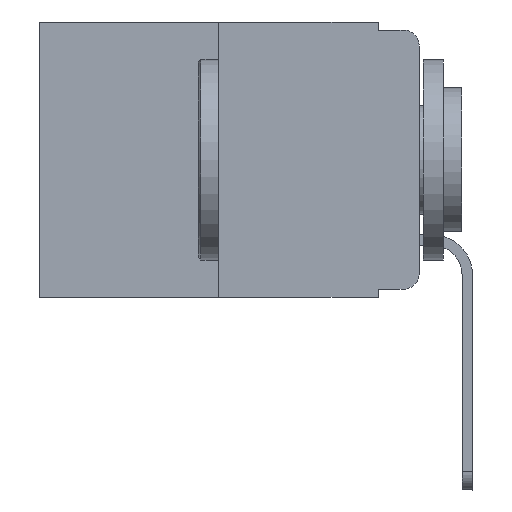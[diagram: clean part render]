
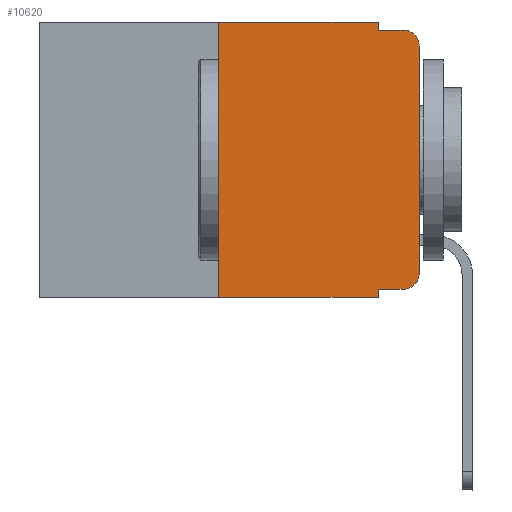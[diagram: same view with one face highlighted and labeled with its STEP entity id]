
A CAD part, left-side view. The second image highlights one B-rep face of the part: STEP entity #10620.
In plain terms, the highlighted planar face has unit normal (-1, 0, 0).
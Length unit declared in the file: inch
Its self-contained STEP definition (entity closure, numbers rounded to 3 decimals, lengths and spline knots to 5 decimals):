
#73 = ORIENTED_EDGE ( 'NONE', *, *, #9898, .T. ) ;
#475 = LINE ( 'NONE', #7661, #1500 ) ;
#743 = ORIENTED_EDGE ( 'NONE', *, *, #6988, .F. ) ;
#995 = ORIENTED_EDGE ( 'NONE', *, *, #1173, .F. ) ;
#1173 = EDGE_CURVE ( 'NONE', #14652, #10823, #475, .T. ) ;
#1319 = CARTESIAN_POINT ( 'NONE',  ( 0., 0.473, -0.343 ) ) ;
#1500 = VECTOR ( 'NONE', #4486, 39.37008 ) ;
#1608 = EDGE_CURVE ( 'NONE', #16616, #1825, #9405, .T. ) ;
#1825 = VERTEX_POINT ( 'NONE', #23130 ) ;
#1930 = LINE ( 'NONE', #9118, #20054 ) ;
#2277 = VERTEX_POINT ( 'NONE', #19361 ) ;
#2337 = VERTEX_POINT ( 'NONE', #21458 ) ;
#2706 = VERTEX_POINT ( 'NONE', #9545 ) ;
#3065 = DIRECTION ( 'NONE',  ( 0., 0., -1. ) ) ;
#3531 = CARTESIAN_POINT ( 'NONE',  ( 0., 0.25, 0. ) ) ;
#4248 = VECTOR ( 'NONE', #8328, 39.37008 ) ;
#4486 = DIRECTION ( 'NONE',  ( 0., 0., 1. ) ) ;
#4492 = FACE_OUTER_BOUND ( 'NONE', #15301, .T. ) ;
#5342 = ORIENTED_EDGE ( 'NONE', *, *, #8557, .T. ) ;
#5514 = VECTOR ( 'NONE', #13931, 39.37008 ) ;
#5681 = DIRECTION ( 'NONE',  ( 0., 0., -1. ) ) ;
#5970 = DIRECTION ( 'NONE',  ( 0., -1., 0. ) ) ;
#6407 = ORIENTED_EDGE ( 'NONE', *, *, #10481, .F. ) ;
#6480 = DIRECTION ( 'NONE',  ( 1., 0., 0. ) ) ;
#6988 = EDGE_CURVE ( 'NONE', #7488, #2277, #12539, .T. ) ;
#7343 = VECTOR ( 'NONE', #5970, 39.37008 ) ;
#7488 = VERTEX_POINT ( 'NONE', #12976 ) ;
#7584 = CARTESIAN_POINT ( 'NONE',  ( 0., 0.051, -0.343 ) ) ;
#7661 = CARTESIAN_POINT ( 'NONE',  ( 0., 0.25, 0. ) ) ;
#8328 = DIRECTION ( 'NONE',  ( 0., -1., 0. ) ) ;
#8359 = EDGE_CURVE ( 'NONE', #2277, #2337, #15025, .T. ) ;
#8557 = EDGE_CURVE ( 'NONE', #13977, #2706, #1930, .T. ) ;
#8857 = AXIS2_PLACEMENT_3D ( 'NONE', #11198, #21883, #20019 ) ;
#9118 = CARTESIAN_POINT ( 'NONE',  ( 0., 0.051, -0.333 ) ) ;
#9311 = CARTESIAN_POINT ( 'NONE',  ( 0., 0., -0.313 ) ) ;
#9405 = LINE ( 'NONE', #20557, #15439 ) ;
#9516 = ORIENTED_EDGE ( 'NONE', *, *, #8359, .F. ) ;
#9545 = CARTESIAN_POINT ( 'NONE',  ( 0., 0.02, -0.333 ) ) ;
#9898 = EDGE_CURVE ( 'NONE', #2706, #16616, #20492, .T. ) ;
#10481 = EDGE_CURVE ( 'NONE', #13977, #14880, #14856, .T. ) ;
#10620 = ADVANCED_FACE ( 'NONE', ( #4492 ), #13302, .F. ) ;
#10722 = ORIENTED_EDGE ( 'NONE', *, *, #1608, .T. ) ;
#10823 = VERTEX_POINT ( 'NONE', #3531 ) ;
#11198 = CARTESIAN_POINT ( 'NONE',  ( 0., 0.02, -0.03 ) ) ;
#12011 = EDGE_CURVE ( 'NONE', #14652, #14880, #17325, .T. ) ;
#12539 = LINE ( 'NONE', #14327, #19160 ) ;
#12887 = EDGE_CURVE ( 'NONE', #10823, #7488, #17023, .T. ) ;
#12976 = CARTESIAN_POINT ( 'NONE',  ( 0., 0.051, 0. ) ) ;
#13302 = PLANE ( 'NONE',  #18659 ) ;
#13931 = DIRECTION ( 'NONE',  ( 0., -1., 0. ) ) ;
#13977 = VERTEX_POINT ( 'NONE', #19983 ) ;
#14216 = DIRECTION ( 'NONE',  ( 0., 0., -1. ) ) ;
#14307 = DIRECTION ( 'NONE',  ( 0., -1., 0. ) ) ;
#14327 = CARTESIAN_POINT ( 'NONE',  ( 0., 0.051, 0. ) ) ;
#14652 = VERTEX_POINT ( 'NONE', #20878 ) ;
#14856 = LINE ( 'NONE', #20008, #22359 ) ;
#14880 = VERTEX_POINT ( 'NONE', #7584 ) ;
#15025 = LINE ( 'NONE', #18304, #7343 ) ;
#15301 = EDGE_LOOP ( 'NONE', ( #10722, #22286, #9516, #743, #16015, #995, #18671, #6407, #5342, #73 ) ) ;
#15439 = VECTOR ( 'NONE', #18798, 39.37008 ) ;
#15847 = DIRECTION ( 'NONE',  ( -1., 0., 0. ) ) ;
#16015 = ORIENTED_EDGE ( 'NONE', *, *, #12887, .F. ) ;
#16616 = VERTEX_POINT ( 'NONE', #9311 ) ;
#17023 = LINE ( 'NONE', #22539, #4248 ) ;
#17057 = CARTESIAN_POINT ( 'NONE',  ( 0., 0.473, 0. ) ) ;
#17325 = LINE ( 'NONE', #1319, #5514 ) ;
#18304 = CARTESIAN_POINT ( 'NONE',  ( 0., 0.051, -0.01 ) ) ;
#18659 = AXIS2_PLACEMENT_3D ( 'NONE', #17057, #6480, #3065 ) ;
#18671 = ORIENTED_EDGE ( 'NONE', *, *, #12011, .T. ) ;
#18798 = DIRECTION ( 'NONE',  ( 0., 0., 1. ) ) ;
#18983 = CIRCLE ( 'NONE', #8857, 0.02 ) ;
#19160 = VECTOR ( 'NONE', #14216, 39.37008 ) ;
#19361 = CARTESIAN_POINT ( 'NONE',  ( 0., 0.051, -0.01 ) ) ;
#19983 = CARTESIAN_POINT ( 'NONE',  ( 0., 0.051, -0.333 ) ) ;
#20008 = CARTESIAN_POINT ( 'NONE',  ( 0., 0.051, 0. ) ) ;
#20019 = DIRECTION ( 'NONE',  ( 0., 0., -1. ) ) ;
#20054 = VECTOR ( 'NONE', #14307, 39.37008 ) ;
#20492 = CIRCLE ( 'NONE', #21612, 0.02 ) ;
#20557 = CARTESIAN_POINT ( 'NONE',  ( 0., 0., 0. ) ) ;
#20878 = CARTESIAN_POINT ( 'NONE',  ( 0., 0.25, -0.343 ) ) ;
#21458 = CARTESIAN_POINT ( 'NONE',  ( 0., 0.02, -0.01 ) ) ;
#21612 = AXIS2_PLACEMENT_3D ( 'NONE', #23228, #15847, #22981 ) ;
#21883 = DIRECTION ( 'NONE',  ( -1., 0., 0. ) ) ;
#22216 = EDGE_CURVE ( 'NONE', #1825, #2337, #18983, .T. ) ;
#22286 = ORIENTED_EDGE ( 'NONE', *, *, #22216, .T. ) ;
#22359 = VECTOR ( 'NONE', #5681, 39.37008 ) ;
#22539 = CARTESIAN_POINT ( 'NONE',  ( 0., 0.473, 0. ) ) ;
#22981 = DIRECTION ( 'NONE',  ( 0., 0., -1. ) ) ;
#23130 = CARTESIAN_POINT ( 'NONE',  ( 0., 0., -0.03 ) ) ;
#23228 = CARTESIAN_POINT ( 'NONE',  ( 0., 0.02, -0.313 ) ) ;
